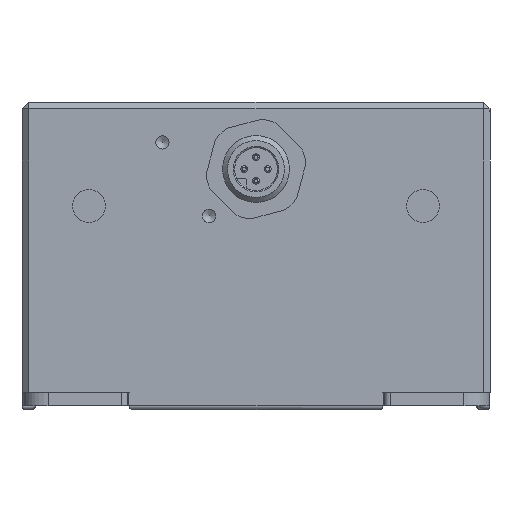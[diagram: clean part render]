
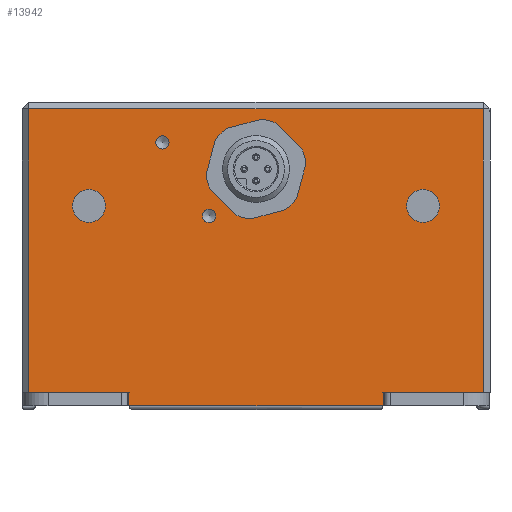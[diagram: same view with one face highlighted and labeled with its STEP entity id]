
A CAD part, front view. The second image highlights one B-rep face of the part: STEP entity #13942.
In plain terms, the highlighted planar face has unit normal (0, -1, 0).
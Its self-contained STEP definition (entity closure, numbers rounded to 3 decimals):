
#787=FACE_BOUND('',#4227,.T.);
#788=FACE_BOUND('',#4228,.T.);
#789=FACE_BOUND('',#4229,.T.);
#790=FACE_BOUND('',#4230,.T.);
#791=FACE_BOUND('',#4231,.T.);
#1022=LINE('',#19140,#2202);
#1032=LINE('',#19170,#2212);
#1041=LINE('',#19187,#2221);
#1044=LINE('',#19193,#2224);
#1078=LINE('',#19407,#2258);
#1079=LINE('',#19408,#2259);
#1080=LINE('',#19410,#2260);
#1081=LINE('',#19411,#2261);
#1082=LINE('',#19416,#2262);
#1083=LINE('',#19420,#2263);
#1084=LINE('',#19424,#2264);
#1085=LINE('',#19428,#2265);
#1086=LINE('',#19432,#2266);
#1087=LINE('',#19435,#2267);
#2202=VECTOR('',#16022,1.);
#2212=VECTOR('',#16048,21.2);
#2221=VECTOR('',#16063,34.);
#2224=VECTOR('',#16068,21.2);
#2258=VECTOR('',#16210,19.);
#2259=VECTOR('',#16211,7.5);
#2260=VECTOR('',#16212,7.5);
#2261=VECTOR('',#16213,1.);
#2262=VECTOR('',#16216,2.693);
#2263=VECTOR('',#16219,2.693);
#2264=VECTOR('',#16222,2.693);
#2265=VECTOR('',#16225,2.693);
#2266=VECTOR('',#16228,2.693);
#2267=VECTOR('',#16231,2.693);
#3409=FACE_OUTER_BOUND('',#4226,.T.);
#4226=EDGE_LOOP('',(#9147,#9148,#9149,#9150,#9151,#9152,#9153,#9154));
#4227=EDGE_LOOP('',(#9155,#9156,#9157,#9158,#9159,#9160,#9161,#9162,#9163,
#9164,#9165,#9166));
#4228=EDGE_LOOP('',(#9167));
#4229=EDGE_LOOP('',(#9168));
#4230=EDGE_LOOP('',(#9169));
#4231=EDGE_LOOP('',(#9170));
#5097=CIRCLE('',#14774,0.5);
#5106=CIRCLE('',#14803,1.23);
#5107=CIRCLE('',#14805,1.23);
#5128=CIRCLE('',#14849,3.75);
#5129=CIRCLE('',#14850,3.75);
#5130=CIRCLE('',#14851,3.75);
#5131=CIRCLE('',#14852,3.75);
#5132=CIRCLE('',#14853,3.75);
#5133=CIRCLE('',#14854,3.75);
#5134=CIRCLE('',#14855,0.5);
#5503=VERTEX_POINT('',#19109);
#5514=VERTEX_POINT('',#19136);
#5515=VERTEX_POINT('',#19138);
#5524=VERTEX_POINT('',#19163);
#5527=VERTEX_POINT('',#19168);
#5532=VERTEX_POINT('',#19185);
#5534=VERTEX_POINT('',#19191);
#5540=VERTEX_POINT('',#19219);
#5541=VERTEX_POINT('',#19222);
#5569=VERTEX_POINT('',#19406);
#5570=VERTEX_POINT('',#19409);
#5571=VERTEX_POINT('',#19412);
#5572=VERTEX_POINT('',#19413);
#5573=VERTEX_POINT('',#19415);
#5574=VERTEX_POINT('',#19417);
#5575=VERTEX_POINT('',#19419);
#5576=VERTEX_POINT('',#19421);
#5577=VERTEX_POINT('',#19423);
#5578=VERTEX_POINT('',#19425);
#5579=VERTEX_POINT('',#19427);
#5580=VERTEX_POINT('',#19429);
#5581=VERTEX_POINT('',#19431);
#5582=VERTEX_POINT('',#19433);
#5583=VERTEX_POINT('',#19436);
#6864=EDGE_CURVE('',#5503,#5503,#5097,.T.);
#6878=EDGE_CURVE('',#5514,#5515,#1022,.T.);
#6892=EDGE_CURVE('',#5527,#5524,#1032,.T.);
#6901=EDGE_CURVE('',#5532,#5527,#1041,.T.);
#6904=EDGE_CURVE('',#5534,#5532,#1044,.T.);
#6917=EDGE_CURVE('',#5540,#5540,#5106,.T.);
#6918=EDGE_CURVE('',#5541,#5541,#5107,.T.);
#6968=EDGE_CURVE('',#5514,#5569,#1078,.T.);
#6969=EDGE_CURVE('',#5515,#5524,#1079,.T.);
#6970=EDGE_CURVE('',#5534,#5570,#1080,.T.);
#6971=EDGE_CURVE('',#5570,#5569,#1081,.T.);
#6972=EDGE_CURVE('',#5571,#5572,#5128,.T.);
#6973=EDGE_CURVE('',#5572,#5573,#1082,.T.);
#6974=EDGE_CURVE('',#5573,#5574,#5129,.T.);
#6975=EDGE_CURVE('',#5574,#5575,#1083,.T.);
#6976=EDGE_CURVE('',#5575,#5576,#5130,.T.);
#6977=EDGE_CURVE('',#5576,#5577,#1084,.T.);
#6978=EDGE_CURVE('',#5577,#5578,#5131,.T.);
#6979=EDGE_CURVE('',#5578,#5579,#1085,.T.);
#6980=EDGE_CURVE('',#5579,#5580,#5132,.T.);
#6981=EDGE_CURVE('',#5580,#5581,#1086,.T.);
#6982=EDGE_CURVE('',#5581,#5582,#5133,.T.);
#6983=EDGE_CURVE('',#5582,#5571,#1087,.T.);
#6984=EDGE_CURVE('',#5583,#5583,#5134,.T.);
#9147=ORIENTED_EDGE('',*,*,#6968,.F.);
#9148=ORIENTED_EDGE('',*,*,#6878,.T.);
#9149=ORIENTED_EDGE('',*,*,#6969,.T.);
#9150=ORIENTED_EDGE('',*,*,#6892,.F.);
#9151=ORIENTED_EDGE('',*,*,#6901,.F.);
#9152=ORIENTED_EDGE('',*,*,#6904,.F.);
#9153=ORIENTED_EDGE('',*,*,#6970,.T.);
#9154=ORIENTED_EDGE('',*,*,#6971,.T.);
#9155=ORIENTED_EDGE('',*,*,#6972,.T.);
#9156=ORIENTED_EDGE('',*,*,#6973,.T.);
#9157=ORIENTED_EDGE('',*,*,#6974,.T.);
#9158=ORIENTED_EDGE('',*,*,#6975,.T.);
#9159=ORIENTED_EDGE('',*,*,#6976,.T.);
#9160=ORIENTED_EDGE('',*,*,#6977,.T.);
#9161=ORIENTED_EDGE('',*,*,#6978,.T.);
#9162=ORIENTED_EDGE('',*,*,#6979,.T.);
#9163=ORIENTED_EDGE('',*,*,#6980,.T.);
#9164=ORIENTED_EDGE('',*,*,#6981,.T.);
#9165=ORIENTED_EDGE('',*,*,#6982,.T.);
#9166=ORIENTED_EDGE('',*,*,#6983,.T.);
#9167=ORIENTED_EDGE('',*,*,#6984,.T.);
#9168=ORIENTED_EDGE('',*,*,#6864,.T.);
#9169=ORIENTED_EDGE('',*,*,#6917,.T.);
#9170=ORIENTED_EDGE('',*,*,#6918,.T.);
#12653=PLANE('',#14848);
#13942=ADVANCED_FACE('',(#3409,#787,#788,#789,#790,#791),#12653,.T.);
#14774=AXIS2_PLACEMENT_3D('',#19110,#15995,#15996);
#14803=AXIS2_PLACEMENT_3D('',#19220,#16097,#16098);
#14805=AXIS2_PLACEMENT_3D('',#19223,#16101,#16102);
#14848=AXIS2_PLACEMENT_3D('',#19405,#16208,#16209);
#14849=AXIS2_PLACEMENT_3D('',#19414,#16214,#16215);
#14850=AXIS2_PLACEMENT_3D('',#19418,#16217,#16218);
#14851=AXIS2_PLACEMENT_3D('',#19422,#16220,#16221);
#14852=AXIS2_PLACEMENT_3D('',#19426,#16223,#16224);
#14853=AXIS2_PLACEMENT_3D('',#19430,#16226,#16227);
#14854=AXIS2_PLACEMENT_3D('',#19434,#16229,#16230);
#14855=AXIS2_PLACEMENT_3D('',#19437,#16232,#16233);
#15995=DIRECTION('center_axis',(0.,1.,0.));
#15996=DIRECTION('ref_axis',(-1.,0.,0.));
#16022=DIRECTION('',(0.,0.,1.));
#16048=DIRECTION('',(0.,0.,-1.));
#16063=DIRECTION('',(1.,0.,0.));
#16068=DIRECTION('',(0.,0.,1.));
#16097=DIRECTION('center_axis',(0.,1.,0.));
#16098=DIRECTION('ref_axis',(1.,0.,0.));
#16101=DIRECTION('center_axis',(0.,1.,0.));
#16102=DIRECTION('ref_axis',(1.,0.,0.));
#16208=DIRECTION('center_axis',(0.,-1.,0.));
#16209=DIRECTION('ref_axis',(0.,0.,-1.));
#16210=DIRECTION('',(-1.,0.,0.));
#16211=DIRECTION('',(1.,0.,0.));
#16212=DIRECTION('',(1.,0.,0.));
#16213=DIRECTION('',(0.,0.,-1.));
#16214=DIRECTION('center_axis',(0.,1.,0.));
#16215=DIRECTION('ref_axis',(-0.707,0.,-0.707));
#16216=DIRECTION('',(0.707,0.,-0.707));
#16217=DIRECTION('center_axis',(0.,1.,0.));
#16218=DIRECTION('ref_axis',(-0.707,0.,-0.707));
#16219=DIRECTION('',(-0.259,0.,-0.966));
#16220=DIRECTION('center_axis',(0.,1.,0.));
#16221=DIRECTION('ref_axis',(-0.707,0.,-0.707));
#16222=DIRECTION('',(-0.966,0.,-0.259));
#16223=DIRECTION('center_axis',(0.,1.,0.));
#16224=DIRECTION('ref_axis',(-0.707,0.,-0.707));
#16225=DIRECTION('',(-0.707,0.,0.707));
#16226=DIRECTION('center_axis',(0.,1.,0.));
#16227=DIRECTION('ref_axis',(-0.707,0.,-0.707));
#16228=DIRECTION('',(0.259,0.,0.966));
#16229=DIRECTION('center_axis',(0.,1.,0.));
#16230=DIRECTION('ref_axis',(-0.707,0.,-0.707));
#16231=DIRECTION('',(0.966,0.,0.259));
#16232=DIRECTION('center_axis',(0.,1.,0.));
#16233=DIRECTION('ref_axis',(-1.,0.,0.));
#19109=CARTESIAN_POINT('',(-6.5,-47.5,20.));
#19110=CARTESIAN_POINT('Origin',(-7.,-47.5,20.));
#19136=CARTESIAN_POINT('',(9.5,-47.5,0.3));
#19138=CARTESIAN_POINT('',(9.5,-47.5,1.3));
#19140=CARTESIAN_POINT('',(9.5,-47.5,0.));
#19163=CARTESIAN_POINT('',(17.,-47.5,1.3));
#19168=CARTESIAN_POINT('',(17.,-47.5,22.5));
#19170=CARTESIAN_POINT('',(17.,-47.5,0.));
#19185=CARTESIAN_POINT('',(-17.,-47.5,22.5));
#19187=CARTESIAN_POINT('',(8.75,-47.5,22.5));
#19191=CARTESIAN_POINT('',(-17.,-47.5,1.3));
#19193=CARTESIAN_POINT('',(-17.,-47.5,0.));
#19219=CARTESIAN_POINT('',(13.73,-47.5,15.25));
#19220=CARTESIAN_POINT('Origin',(12.5,-47.5,15.25));
#19222=CARTESIAN_POINT('',(-11.271,-47.5,15.25));
#19223=CARTESIAN_POINT('Origin',(-12.5,-47.5,15.25));
#19405=CARTESIAN_POINT('Origin',(17.5,-47.5,0.));
#19406=CARTESIAN_POINT('',(-9.5,-47.5,0.3));
#19407=CARTESIAN_POINT('',(8.75,-47.5,0.3));
#19408=CARTESIAN_POINT('',(8.75,-47.5,1.3));
#19409=CARTESIAN_POINT('',(-9.5,-47.5,1.3));
#19410=CARTESIAN_POINT('',(8.75,-47.5,1.3));
#19411=CARTESIAN_POINT('',(-9.5,-47.5,0.));
#19412=CARTESIAN_POINT('',(0.395,-47.5,21.729));
#19413=CARTESIAN_POINT('',(1.523,-47.5,21.427));
#19414=CARTESIAN_POINT('Origin',(0.,-47.5,18.));
#19415=CARTESIAN_POINT('',(3.427,-47.5,19.523));
#19416=CARTESIAN_POINT('',(10.635,-47.5,12.314));
#19417=CARTESIAN_POINT('',(3.729,-47.5,18.395));
#19418=CARTESIAN_POINT('Origin',(0.,-47.5,18.));
#19419=CARTESIAN_POINT('',(3.032,-47.5,15.794));
#19420=CARTESIAN_POINT('',(1.978,-47.5,11.86));
#19421=CARTESIAN_POINT('',(2.206,-47.5,14.968));
#19422=CARTESIAN_POINT('Origin',(0.,-47.5,18.));
#19423=CARTESIAN_POINT('',(-0.395,-47.5,14.271));
#19424=CARTESIAN_POINT('',(7.796,-47.5,16.465));
#19425=CARTESIAN_POINT('',(-1.523,-47.5,14.573));
#19426=CARTESIAN_POINT('Origin',(0.,-47.5,18.));
#19427=CARTESIAN_POINT('',(-3.427,-47.5,16.477));
#19428=CARTESIAN_POINT('',(7.115,-47.5,5.936));
#19429=CARTESIAN_POINT('',(-3.729,-47.5,17.605));
#19430=CARTESIAN_POINT('Origin',(0.,-47.5,18.));
#19431=CARTESIAN_POINT('',(-3.032,-47.5,20.206));
#19432=CARTESIAN_POINT('',(-5.306,-47.5,11.72));
#19433=CARTESIAN_POINT('',(-2.206,-47.5,21.032));
#19434=CARTESIAN_POINT('Origin',(0.,-47.5,18.));
#19435=CARTESIAN_POINT('',(4.032,-47.5,22.704));
#19436=CARTESIAN_POINT('',(-3.,-47.5,14.5));
#19437=CARTESIAN_POINT('Origin',(-3.5,-47.5,14.5));
